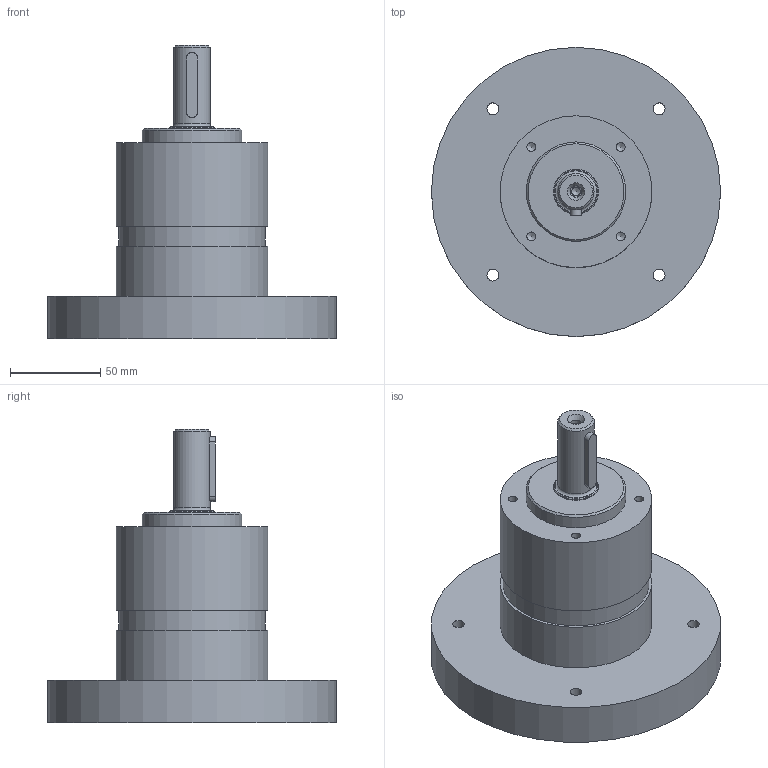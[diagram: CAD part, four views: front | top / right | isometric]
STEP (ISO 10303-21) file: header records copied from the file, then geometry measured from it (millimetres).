
FILE_DESCRIPTION((''),'2;1');
FILE_NAME('EPL084_1_14x30_418_Z130Tk165_M8D160_stp.stp','2012-12-27T17:22:39',('Mario'),(''),'Autodesk Inventor 2012','Autodesk Inventor 2012','');
FILE_SCHEMA(('AUTOMOTIVE_DESIGN { 1 0 10303 214 1 1 1 1 }'));
Length unit declared in the file: millimetre
Products named in the file (1): EPL084_1_14x30_418_Z130Tk165_M8D160
Bounding box: 160 x 160 x 162.3 mm (x, y, z)
Volume: 926452.1 mm3; surface area: 85011.7 mm2
Topology: 1 solids, 1 shells, 46 faces, 97 edges, 62 vertices
Faces by surface type: cylinder 21, plane 13, cone 11, torus 1
Full cylindrical faces by diameter (mm): 4.917 x5, 6.4 x1, 6.647 x4, 14 x1, 20 x1, 25 x1, 55 x1, 81 x1, 84 x2, 110 x1, 160 x1
Entity records: 1070 total; most frequent: DIRECTION 194, CARTESIAN_POINT 189, ORIENTED_EDGE 112, EDGE_LOOP 94, AXIS2_PLACEMENT_3D 93, EDGE_CURVE 56, VERTEX_POINT 52, FACE_BOUND 48
